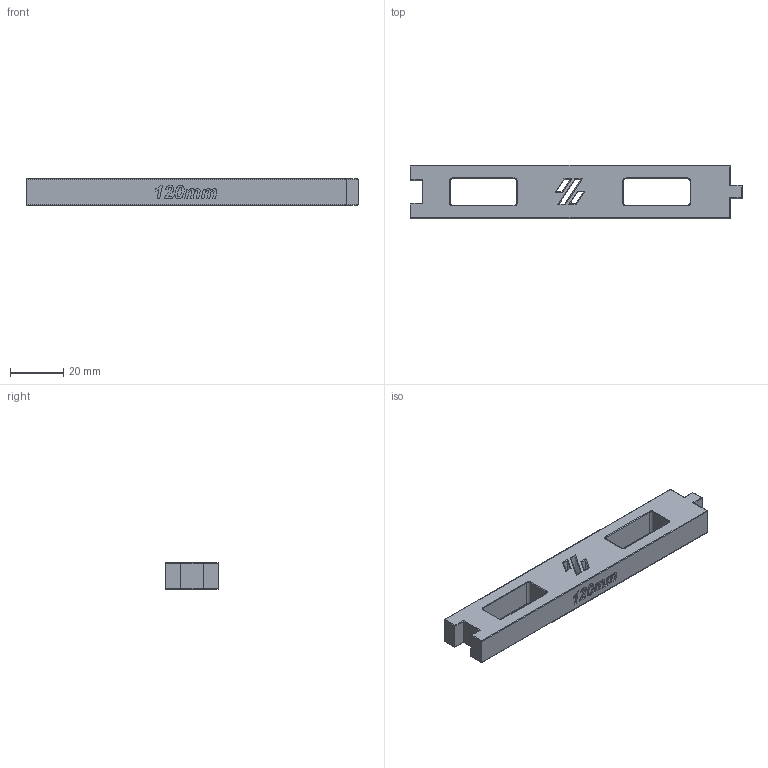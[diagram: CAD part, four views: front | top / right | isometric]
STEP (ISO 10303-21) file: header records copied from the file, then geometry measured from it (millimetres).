
FILE_DESCRIPTION(/* description */ (''),/* implementation_level */ '2;1');
FILE_NAME(/* name */ 'Gantry Support 10mm.step',/* time_stamp */ '2023-03-12T20:58:43-05:00',/* author */ (''),/* organization */ (''),/* preprocessor_version */ 'ST-DEVELOPER v19.2',/* originating_system */ 'Autodesk Translation Framework v11.17.0.187',/* authorisation */ '');
FILE_SCHEMA (('AUTOMOTIVE_DESIGN { 1 0 10303 214 3 1 1 }'));
Length unit declared in the file: millimetre
Products named in the file (2): Gantry Support; Component1
Assembly tree (1 placements, depth 2):
  Gantry Support
    Component1
Bounding box: 124.5 x 20 x 10 mm (x, y, z)
Volume: 18396.5 mm3; surface area: 8619.7 mm2
Topology: 1 solids, 1 shells, 360 faces, 958 edges, 612 vertices
Faces by surface type: bspline 164, plane 108, cylinder 72, torus 16
Entity records: 12667 total; most frequent: CARTESIAN_POINT 4721, ORIENTED_EDGE 1916, DIRECTION 1140, EDGE_CURVE 958, VERTEX_POINT 612, LINE 518, VECTOR 518, EDGE_LOOP 382
